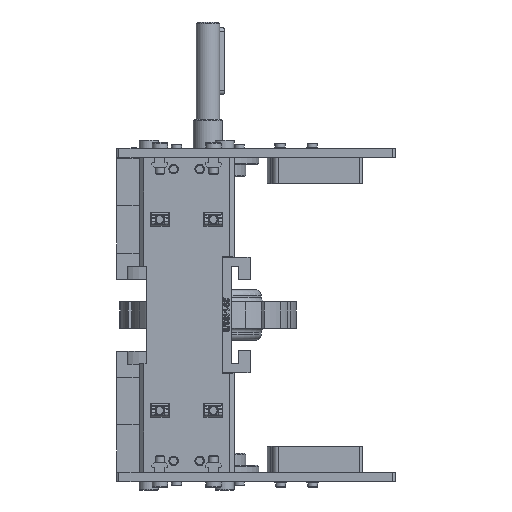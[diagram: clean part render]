
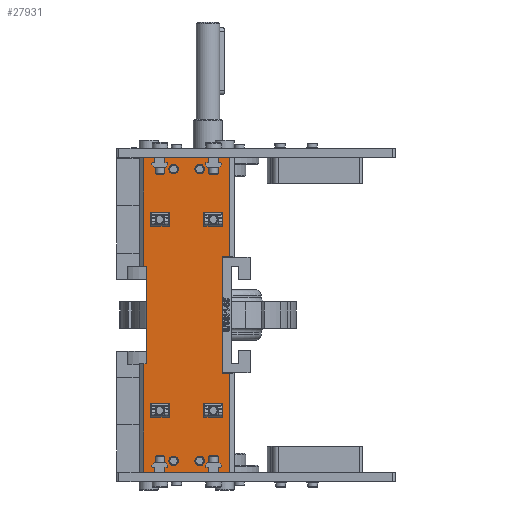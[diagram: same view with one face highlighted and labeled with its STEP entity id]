
A CAD part, left-side view. The second image highlights one B-rep face of the part: STEP entity #27931.
In plain terms, the highlighted face is planar.
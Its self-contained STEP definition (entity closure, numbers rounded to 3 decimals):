
#998=FACE_BOUND('',#4502,.T.);
#999=FACE_BOUND('',#4503,.T.);
#1000=FACE_BOUND('',#4504,.T.);
#1001=FACE_BOUND('',#4505,.T.);
#1002=FACE_BOUND('',#4506,.T.);
#1003=FACE_BOUND('',#4507,.T.);
#1004=FACE_BOUND('',#4508,.T.);
#1005=FACE_BOUND('',#4509,.T.);
#1532=PLANE('',#30506);
#2806=FACE_OUTER_BOUND('',#4501,.T.);
#4501=EDGE_LOOP('',(#22473,#22474,#22475,#22476,#22477,#22478,#22479,#22480,
#22481,#22482,#22483,#22484));
#4502=EDGE_LOOP('',(#22485));
#4503=EDGE_LOOP('',(#22486));
#4504=EDGE_LOOP('',(#22487));
#4505=EDGE_LOOP('',(#22488));
#4506=EDGE_LOOP('',(#22489));
#4507=EDGE_LOOP('',(#22490));
#4508=EDGE_LOOP('',(#22491));
#4509=EDGE_LOOP('',(#22492));
#6671=LINE('',#43643,#9689);
#6677=LINE('',#43656,#9695);
#6681=LINE('',#43662,#9699);
#6685=LINE('',#43671,#9703);
#6687=LINE('',#43675,#9705);
#6688=LINE('',#43677,#9706);
#6689=LINE('',#43679,#9707);
#6690=LINE('',#43681,#9708);
#6691=LINE('',#43683,#9709);
#6692=LINE('',#43685,#9710);
#6693=LINE('',#43687,#9711);
#6694=LINE('',#43688,#9712);
#9689=VECTOR('',#35367,10.);
#9695=VECTOR('',#35375,10.);
#9699=VECTOR('',#35381,10.);
#9703=VECTOR('',#35389,10.);
#9705=VECTOR('',#35393,10.);
#9706=VECTOR('',#35394,10.);
#9707=VECTOR('',#35395,10.);
#9708=VECTOR('',#35396,10.);
#9709=VECTOR('',#35397,10.);
#9710=VECTOR('',#35398,10.);
#9711=VECTOR('',#35399,10.);
#9712=VECTOR('',#35400,10.);
#11938=CIRCLE('',#30507,3.3);
#11939=CIRCLE('',#30508,3.3);
#11940=CIRCLE('',#30509,3.3);
#11941=CIRCLE('',#30510,3.3);
#11942=CIRCLE('',#30511,4.5);
#11943=CIRCLE('',#30512,4.5);
#11944=CIRCLE('',#30513,4.5);
#11945=CIRCLE('',#30514,4.5);
#13509=VERTEX_POINT('',#43640);
#13510=VERTEX_POINT('',#43642);
#13515=VERTEX_POINT('',#43653);
#13516=VERTEX_POINT('',#43655);
#13520=VERTEX_POINT('',#43670);
#13521=VERTEX_POINT('',#43674);
#13522=VERTEX_POINT('',#43676);
#13523=VERTEX_POINT('',#43678);
#13524=VERTEX_POINT('',#43680);
#13525=VERTEX_POINT('',#43682);
#13526=VERTEX_POINT('',#43684);
#13527=VERTEX_POINT('',#43686);
#13528=VERTEX_POINT('',#43689);
#13529=VERTEX_POINT('',#43691);
#13530=VERTEX_POINT('',#43693);
#13531=VERTEX_POINT('',#43695);
#13532=VERTEX_POINT('',#43697);
#13533=VERTEX_POINT('',#43699);
#13534=VERTEX_POINT('',#43701);
#13535=VERTEX_POINT('',#43703);
#16733=EDGE_CURVE('',#13510,#13509,#6671,.T.);
#16739=EDGE_CURVE('',#13516,#13515,#6677,.T.);
#16743=EDGE_CURVE('',#13515,#13510,#6681,.T.);
#16747=EDGE_CURVE('',#13516,#13520,#6685,.T.);
#16749=EDGE_CURVE('',#13521,#13509,#6687,.T.);
#16750=EDGE_CURVE('',#13521,#13522,#6688,.T.);
#16751=EDGE_CURVE('',#13523,#13522,#6689,.T.);
#16752=EDGE_CURVE('',#13523,#13524,#6690,.T.);
#16753=EDGE_CURVE('',#13524,#13525,#6691,.T.);
#16754=EDGE_CURVE('',#13525,#13526,#6692,.T.);
#16755=EDGE_CURVE('',#13527,#13526,#6693,.T.);
#16756=EDGE_CURVE('',#13527,#13520,#6694,.T.);
#16757=EDGE_CURVE('',#13528,#13528,#11938,.T.);
#16758=EDGE_CURVE('',#13529,#13529,#11939,.T.);
#16759=EDGE_CURVE('',#13530,#13530,#11940,.T.);
#16760=EDGE_CURVE('',#13531,#13531,#11941,.T.);
#16761=EDGE_CURVE('',#13532,#13532,#11942,.T.);
#16762=EDGE_CURVE('',#13533,#13533,#11943,.T.);
#16763=EDGE_CURVE('',#13534,#13534,#11944,.T.);
#16764=EDGE_CURVE('',#13535,#13535,#11945,.T.);
#22473=ORIENTED_EDGE('',*,*,#16739,.T.);
#22474=ORIENTED_EDGE('',*,*,#16743,.T.);
#22475=ORIENTED_EDGE('',*,*,#16733,.T.);
#22476=ORIENTED_EDGE('',*,*,#16749,.F.);
#22477=ORIENTED_EDGE('',*,*,#16750,.T.);
#22478=ORIENTED_EDGE('',*,*,#16751,.F.);
#22479=ORIENTED_EDGE('',*,*,#16752,.T.);
#22480=ORIENTED_EDGE('',*,*,#16753,.T.);
#22481=ORIENTED_EDGE('',*,*,#16754,.T.);
#22482=ORIENTED_EDGE('',*,*,#16755,.F.);
#22483=ORIENTED_EDGE('',*,*,#16756,.T.);
#22484=ORIENTED_EDGE('',*,*,#16747,.F.);
#22485=ORIENTED_EDGE('',*,*,#16757,.T.);
#22486=ORIENTED_EDGE('',*,*,#16758,.T.);
#22487=ORIENTED_EDGE('',*,*,#16759,.T.);
#22488=ORIENTED_EDGE('',*,*,#16760,.T.);
#22489=ORIENTED_EDGE('',*,*,#16761,.T.);
#22490=ORIENTED_EDGE('',*,*,#16762,.T.);
#22491=ORIENTED_EDGE('',*,*,#16763,.T.);
#22492=ORIENTED_EDGE('',*,*,#16764,.T.);
#27931=ADVANCED_FACE('',(#2806,#998,#999,#1000,#1001,#1002,#1003,#1004,
#1005),#1532,.T.);
#30506=AXIS2_PLACEMENT_3D('',#43673,#35391,#35392);
#30507=AXIS2_PLACEMENT_3D('',#43690,#35401,#35402);
#30508=AXIS2_PLACEMENT_3D('',#43692,#35403,#35404);
#30509=AXIS2_PLACEMENT_3D('',#43694,#35405,#35406);
#30510=AXIS2_PLACEMENT_3D('',#43696,#35407,#35408);
#30511=AXIS2_PLACEMENT_3D('',#43698,#35409,#35410);
#30512=AXIS2_PLACEMENT_3D('',#43700,#35411,#35412);
#30513=AXIS2_PLACEMENT_3D('',#43702,#35413,#35414);
#30514=AXIS2_PLACEMENT_3D('',#43704,#35415,#35416);
#35367=DIRECTION('',(0.,-1.,0.));
#35375=DIRECTION('',(0.,1.,0.));
#35381=DIRECTION('',(-1.,0.,0.));
#35389=DIRECTION('',(1.,0.,0.));
#35391=DIRECTION('center_axis',(0.,0.,-1.));
#35392=DIRECTION('ref_axis',(-1.,0.,0.));
#35393=DIRECTION('',(1.,0.,0.));
#35394=DIRECTION('',(0.,1.,0.));
#35395=DIRECTION('',(-1.,0.,0.));
#35396=DIRECTION('',(0.,-1.,0.));
#35397=DIRECTION('',(1.,0.,0.));
#35398=DIRECTION('',(0.,1.,0.));
#35399=DIRECTION('',(-1.,0.,0.));
#35400=DIRECTION('',(0.,-1.,0.));
#35401=DIRECTION('center_axis',(0.,0.,1.));
#35402=DIRECTION('ref_axis',(1.,0.,0.));
#35403=DIRECTION('center_axis',(0.,0.,1.));
#35404=DIRECTION('ref_axis',(1.,0.,0.));
#35405=DIRECTION('center_axis',(0.,0.,1.));
#35406=DIRECTION('ref_axis',(1.,0.,0.));
#35407=DIRECTION('center_axis',(0.,0.,1.));
#35408=DIRECTION('ref_axis',(1.,0.,0.));
#35409=DIRECTION('center_axis',(0.,0.,1.));
#35410=DIRECTION('ref_axis',(1.,0.,0.));
#35411=DIRECTION('center_axis',(0.,0.,1.));
#35412=DIRECTION('ref_axis',(1.,0.,0.));
#35413=DIRECTION('center_axis',(0.,0.,1.));
#35414=DIRECTION('ref_axis',(1.,0.,0.));
#35415=DIRECTION('center_axis',(0.,0.,1.));
#35416=DIRECTION('ref_axis',(1.,0.,0.));
#43640=CARTESIAN_POINT('',(-49.,-36.,-10.));
#43642=CARTESIAN_POINT('',(-49.,-30.,-10.));
#43643=CARTESIAN_POINT('',(-49.,-20.,-10.));
#43653=CARTESIAN_POINT('',(49.,-30.,-10.));
#43655=CARTESIAN_POINT('',(49.,-36.,-10.));
#43656=CARTESIAN_POINT('',(49.,-20.,-10.));
#43662=CARTESIAN_POINT('',(0.,-30.,-10.));
#43670=CARTESIAN_POINT('',(132.5,-36.,-10.));
#43671=CARTESIAN_POINT('',(-66.25,-36.,-10.));
#43673=CARTESIAN_POINT('Origin',(0.,0.,-10.));
#43674=CARTESIAN_POINT('',(-132.5,-36.,-10.));
#43675=CARTESIAN_POINT('',(-66.25,-36.,-10.));
#43676=CARTESIAN_POINT('',(-132.5,36.,-10.));
#43677=CARTESIAN_POINT('',(-132.5,-40.,-10.));
#43678=CARTESIAN_POINT('',(-41.,36.,-10.));
#43679=CARTESIAN_POINT('',(66.25,36.,-10.));
#43680=CARTESIAN_POINT('',(-41.,34.,-10.));
#43681=CARTESIAN_POINT('',(-41.,17.,-10.));
#43682=CARTESIAN_POINT('',(41.,34.,-10.));
#43683=CARTESIAN_POINT('',(20.5,34.,-10.));
#43684=CARTESIAN_POINT('',(41.,36.,-10.));
#43685=CARTESIAN_POINT('',(41.,20.,-10.));
#43686=CARTESIAN_POINT('',(132.5,36.,-10.));
#43687=CARTESIAN_POINT('',(66.25,36.,-10.));
#43688=CARTESIAN_POINT('',(132.5,40.,-10.));
#43689=CARTESIAN_POINT('',(119.7,11.,-10.));
#43690=CARTESIAN_POINT('Origin',(123.,11.,-10.));
#43691=CARTESIAN_POINT('',(-126.3,-11.,-10.));
#43692=CARTESIAN_POINT('Origin',(-123.,-11.,-10.));
#43693=CARTESIAN_POINT('',(-126.3,11.,-10.));
#43694=CARTESIAN_POINT('Origin',(-123.,11.,-10.));
#43695=CARTESIAN_POINT('',(119.7,-11.,-10.));
#43696=CARTESIAN_POINT('Origin',(123.,-11.,-10.));
#43697=CARTESIAN_POINT('',(76.,22.5,-10.));
#43698=CARTESIAN_POINT('Origin',(80.5,22.5,-10.));
#43699=CARTESIAN_POINT('',(-85.,-22.5,-10.));
#43700=CARTESIAN_POINT('Origin',(-80.5,-22.5,-10.));
#43701=CARTESIAN_POINT('',(-85.,22.5,-10.));
#43702=CARTESIAN_POINT('Origin',(-80.5,22.5,-10.));
#43703=CARTESIAN_POINT('',(76.,-22.5,-10.));
#43704=CARTESIAN_POINT('Origin',(80.5,-22.5,-10.));
